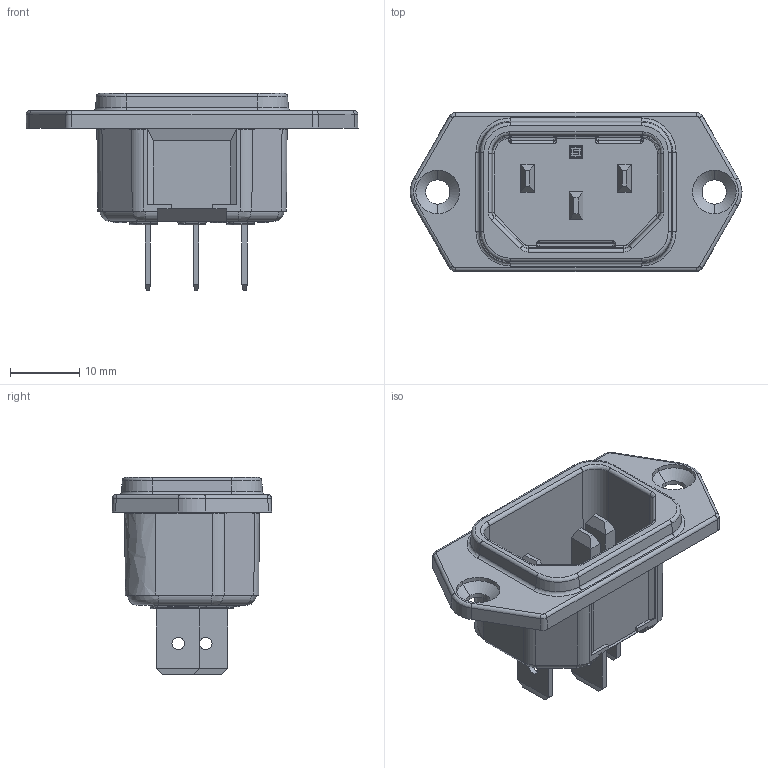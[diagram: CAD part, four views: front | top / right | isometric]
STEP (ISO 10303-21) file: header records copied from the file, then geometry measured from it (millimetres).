
FILE_DESCRIPTION(('STEP AP214'),'1');
FILE_NAME(' ',' ',('TraceParts'),('TraceParts S.A.'),'XStep 1.0',' ',' ');
FILE_SCHEMA(('automotive_design'));
Length unit declared in the file: millimetre
Products named in the file (1): NONE
Bounding box: 48 x 23 x 28.5 mm (x, y, z)
Volume: 4379.5 mm3; surface area: 5628.6 mm2
Topology: 1 solids, 1 shells, 470 faces, 1134 edges, 668 vertices
Faces by surface type: bspline 470
Entity records: 48956 total; most frequent: CARTESIAN_POINT 26688, STYLED_ITEM 2255, PRESENTATION_STYLE_ASSIGNMENT 2255, COLOUR_RGB 2255, ORIENTED_EDGE 2232, DIRECTION 1454, EDGE_CURVE 1116, CURVE_STYLE 1116
